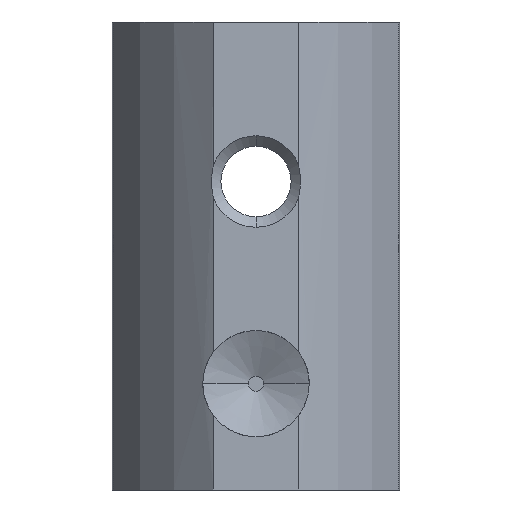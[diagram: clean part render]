
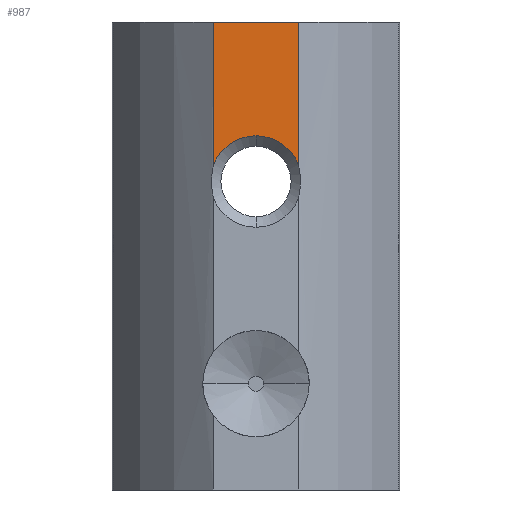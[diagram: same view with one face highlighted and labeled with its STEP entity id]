
A CAD part, front view. The second image highlights one B-rep face of the part: STEP entity #987.
In plain terms, the highlighted planar face has unit normal (0, -1, 0).
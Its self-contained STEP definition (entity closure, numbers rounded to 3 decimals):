
#128 = PLANE('',#129);
#129 = AXIS2_PLACEMENT_3D('',#130,#131,#132);
#130 = CARTESIAN_POINT('',(-6.25,-1.3,22.));
#131 = DIRECTION('',(0.,0.,1.));
#132 = DIRECTION('',(1.,0.,-0.));
#245 = CONICAL_SURFACE('',#246,1.65,0.785);
#246 = AXIS2_PLACEMENT_3D('',#247,#248,#249);
#247 = CARTESIAN_POINT('',(0.,-6.7,14.5));
#248 = DIRECTION('',(-0.,-1.,-0.));
#249 = DIRECTION('',(0.,0.,-1.));
#362 = CONICAL_SURFACE('',#363,1.65,0.785);
#363 = AXIS2_PLACEMENT_3D('',#364,#365,#366);
#364 = CARTESIAN_POINT('',(0.,-6.7,14.5));
#365 = DIRECTION('',(-0.,-1.,-0.));
#366 = DIRECTION('',(0.,0.,-1.));
#404 = VERTEX_POINT('',#405);
#405 = CARTESIAN_POINT('',(-2.,-7.2,15.289));
#444 = CYLINDRICAL_SURFACE('',#445,15.);
#445 = AXIS2_PLACEMENT_3D('',#446,#447,#448);
#446 = CARTESIAN_POINT('',(6.854,4.908,22.));
#447 = DIRECTION('',(0.,0.,1.));
#448 = DIRECTION('',(-1.,0.,0.));
#478 = EDGE_CURVE('',#404,#479,#481,.T.);
#479 = VERTEX_POINT('',#480);
#480 = CARTESIAN_POINT('',(0.,-7.2,16.65));
#481 = SURFACE_CURVE('',#482,(#487,#494),.PCURVE_S1.);
#482 = CIRCLE('',#483,2.15);
#483 = AXIS2_PLACEMENT_3D('',#484,#485,#486);
#484 = CARTESIAN_POINT('',(0.,-7.2,14.5));
#485 = DIRECTION('',(-0.,1.,0.));
#486 = DIRECTION('',(0.,0.,1.));
#487 = PCURVE('',#245,#488);
#488 = DEFINITIONAL_REPRESENTATION('',(#489),#493);
#489 = LINE('',#490,#491);
#490 = CARTESIAN_POINT('',(9.425,0.5));
#491 = VECTOR('',#492,1.);
#492 = DIRECTION('',(-1.,0.));
#493 = ( GEOMETRIC_REPRESENTATION_CONTEXT(2) 
PARAMETRIC_REPRESENTATION_CONTEXT() REPRESENTATION_CONTEXT('2D SPACE',''
  ) );
#494 = PCURVE('',#495,#500);
#495 = PLANE('',#496);
#496 = AXIS2_PLACEMENT_3D('',#497,#498,#499);
#497 = CARTESIAN_POINT('',(-2.,-7.2,22.));
#498 = DIRECTION('',(0.,1.,0.));
#499 = DIRECTION('',(1.,0.,-0.));
#500 = DEFINITIONAL_REPRESENTATION('',(#501),#505);
#501 = CIRCLE('',#502,2.15);
#502 = AXIS2_PLACEMENT_2D('',#503,#504);
#503 = CARTESIAN_POINT('',(2.,7.5));
#504 = DIRECTION('',(0.,-1.));
#505 = ( GEOMETRIC_REPRESENTATION_CONTEXT(2) 
PARAMETRIC_REPRESENTATION_CONTEXT() REPRESENTATION_CONTEXT('2D SPACE',''
  ) );
#720 = CYLINDRICAL_SURFACE('',#721,15.);
#721 = AXIS2_PLACEMENT_3D('',#722,#723,#724);
#722 = CARTESIAN_POINT('',(-6.854,4.908,22.));
#723 = DIRECTION('',(0.,0.,1.));
#724 = DIRECTION('',(-1.,0.,0.));
#987 = ADVANCED_FACE('',(#988),#495,.F.);
#988 = FACE_BOUND('',#989,.T.);
#989 = EDGE_LOOP('',(#990,#1013,#1014,#1038,#1061));
#990 = ORIENTED_EDGE('',*,*,#991,.T.);
#991 = EDGE_CURVE('',#992,#404,#994,.T.);
#992 = VERTEX_POINT('',#993);
#993 = CARTESIAN_POINT('',(-2.,-7.2,22.));
#994 = SURFACE_CURVE('',#995,(#999,#1006),.PCURVE_S1.);
#995 = LINE('',#996,#997);
#996 = CARTESIAN_POINT('',(-2.,-7.2,22.));
#997 = VECTOR('',#998,1.);
#998 = DIRECTION('',(-0.,-0.,-1.));
#999 = PCURVE('',#495,#1000);
#1000 = DEFINITIONAL_REPRESENTATION('',(#1001),#1005);
#1001 = LINE('',#1002,#1003);
#1002 = CARTESIAN_POINT('',(0.,0.));
#1003 = VECTOR('',#1004,1.);
#1004 = DIRECTION('',(0.,1.));
#1005 = ( GEOMETRIC_REPRESENTATION_CONTEXT(2) 
PARAMETRIC_REPRESENTATION_CONTEXT() REPRESENTATION_CONTEXT('2D SPACE',''
  ) );
#1006 = PCURVE('',#444,#1007);
#1007 = DEFINITIONAL_REPRESENTATION('',(#1008),#1012);
#1008 = LINE('',#1009,#1010);
#1009 = CARTESIAN_POINT('',(0.939,0.));
#1010 = VECTOR('',#1011,1.);
#1011 = DIRECTION('',(0.,-1.));
#1012 = ( GEOMETRIC_REPRESENTATION_CONTEXT(2) 
PARAMETRIC_REPRESENTATION_CONTEXT() REPRESENTATION_CONTEXT('2D SPACE',''
  ) );
#1013 = ORIENTED_EDGE('',*,*,#478,.T.);
#1014 = ORIENTED_EDGE('',*,*,#1015,.T.);
#1015 = EDGE_CURVE('',#479,#1016,#1018,.T.);
#1016 = VERTEX_POINT('',#1017);
#1017 = CARTESIAN_POINT('',(2.,-7.2,15.289));
#1018 = SURFACE_CURVE('',#1019,(#1024,#1031),.PCURVE_S1.);
#1019 = CIRCLE('',#1020,2.15);
#1020 = AXIS2_PLACEMENT_3D('',#1021,#1022,#1023);
#1021 = CARTESIAN_POINT('',(0.,-7.2,14.5));
#1022 = DIRECTION('',(-0.,1.,0.));
#1023 = DIRECTION('',(0.,0.,1.));
#1024 = PCURVE('',#495,#1025);
#1025 = DEFINITIONAL_REPRESENTATION('',(#1026),#1030);
#1026 = CIRCLE('',#1027,2.15);
#1027 = AXIS2_PLACEMENT_2D('',#1028,#1029);
#1028 = CARTESIAN_POINT('',(2.,7.5));
#1029 = DIRECTION('',(0.,-1.));
#1030 = ( GEOMETRIC_REPRESENTATION_CONTEXT(2) 
PARAMETRIC_REPRESENTATION_CONTEXT() REPRESENTATION_CONTEXT('2D SPACE',''
  ) );
#1031 = PCURVE('',#362,#1032);
#1032 = DEFINITIONAL_REPRESENTATION('',(#1033),#1037);
#1033 = LINE('',#1034,#1035);
#1034 = CARTESIAN_POINT('',(3.142,0.5));
#1035 = VECTOR('',#1036,1.);
#1036 = DIRECTION('',(-1.,0.));
#1037 = ( GEOMETRIC_REPRESENTATION_CONTEXT(2) 
PARAMETRIC_REPRESENTATION_CONTEXT() REPRESENTATION_CONTEXT('2D SPACE',''
  ) );
#1038 = ORIENTED_EDGE('',*,*,#1039,.F.);
#1039 = EDGE_CURVE('',#1040,#1016,#1042,.T.);
#1040 = VERTEX_POINT('',#1041);
#1041 = CARTESIAN_POINT('',(2.,-7.2,22.));
#1042 = SURFACE_CURVE('',#1043,(#1047,#1054),.PCURVE_S1.);
#1043 = LINE('',#1044,#1045);
#1044 = CARTESIAN_POINT('',(2.,-7.2,22.));
#1045 = VECTOR('',#1046,1.);
#1046 = DIRECTION('',(-0.,-0.,-1.));
#1047 = PCURVE('',#495,#1048);
#1048 = DEFINITIONAL_REPRESENTATION('',(#1049),#1053);
#1049 = LINE('',#1050,#1051);
#1050 = CARTESIAN_POINT('',(4.,0.));
#1051 = VECTOR('',#1052,1.);
#1052 = DIRECTION('',(0.,1.));
#1053 = ( GEOMETRIC_REPRESENTATION_CONTEXT(2) 
PARAMETRIC_REPRESENTATION_CONTEXT() REPRESENTATION_CONTEXT('2D SPACE',''
  ) );
#1054 = PCURVE('',#720,#1055);
#1055 = DEFINITIONAL_REPRESENTATION('',(#1056),#1060);
#1056 = LINE('',#1057,#1058);
#1057 = CARTESIAN_POINT('',(2.202,0.));
#1058 = VECTOR('',#1059,1.);
#1059 = DIRECTION('',(0.,-1.));
#1060 = ( GEOMETRIC_REPRESENTATION_CONTEXT(2) 
PARAMETRIC_REPRESENTATION_CONTEXT() REPRESENTATION_CONTEXT('2D SPACE',''
  ) );
#1061 = ORIENTED_EDGE('',*,*,#1062,.F.);
#1062 = EDGE_CURVE('',#992,#1040,#1063,.T.);
#1063 = SURFACE_CURVE('',#1064,(#1068,#1075),.PCURVE_S1.);
#1064 = LINE('',#1065,#1066);
#1065 = CARTESIAN_POINT('',(-2.,-7.2,22.));
#1066 = VECTOR('',#1067,1.);
#1067 = DIRECTION('',(1.,0.,0.));
#1068 = PCURVE('',#495,#1069);
#1069 = DEFINITIONAL_REPRESENTATION('',(#1070),#1074);
#1070 = LINE('',#1071,#1072);
#1071 = CARTESIAN_POINT('',(0.,0.));
#1072 = VECTOR('',#1073,1.);
#1073 = DIRECTION('',(1.,0.));
#1074 = ( GEOMETRIC_REPRESENTATION_CONTEXT(2) 
PARAMETRIC_REPRESENTATION_CONTEXT() REPRESENTATION_CONTEXT('2D SPACE',''
  ) );
#1075 = PCURVE('',#128,#1076);
#1076 = DEFINITIONAL_REPRESENTATION('',(#1077),#1081);
#1077 = LINE('',#1078,#1079);
#1078 = CARTESIAN_POINT('',(4.25,-5.9));
#1079 = VECTOR('',#1080,1.);
#1080 = DIRECTION('',(1.,0.));
#1081 = ( GEOMETRIC_REPRESENTATION_CONTEXT(2) 
PARAMETRIC_REPRESENTATION_CONTEXT() REPRESENTATION_CONTEXT('2D SPACE',''
  ) );
